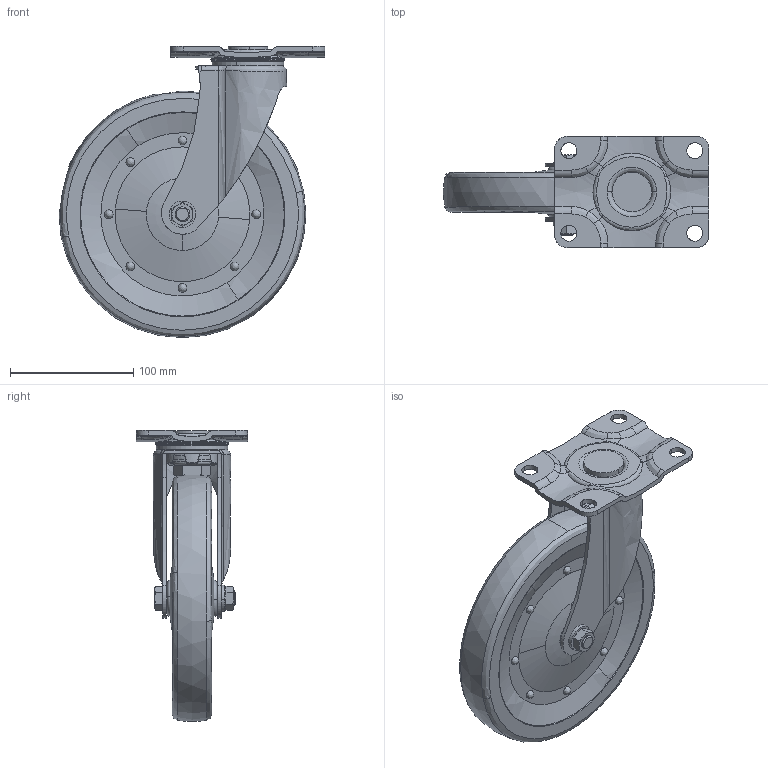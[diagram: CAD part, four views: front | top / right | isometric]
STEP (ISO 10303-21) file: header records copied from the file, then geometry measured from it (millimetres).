
FILE_DESCRIPTION((''),'2;1');
FILE_NAME('','2009-03-19T14:41:02',(''),(''),'','CADfix','');
FILE_SCHEMA(('AUTOMOTIVE_DESIGN { 1 0 10303 214 1 1 1 1 }'));
Length unit declared in the file: millimetre
Bounding box: 215.5 x 90 x 235.86 mm (x, y, z)
Volume: 1017747.5 mm3; surface area: 158503.2 mm2
Topology: 5 solids, 5 shells, 454 faces, 1324 edges, 913 vertices
Faces by surface type: bspline 454
Entity records: 26675 total; most frequent: CARTESIAN_POINT 19436, ORIENTED_EDGE 2648, EDGE_CURVE 1324, VERTEX_POINT 913, EDGE_LOOP 505, FACE_OUTER_BOUND 454, ADVANCED_FACE 454, B_SPLINE_CURVE_WITH_KNOTS 366
